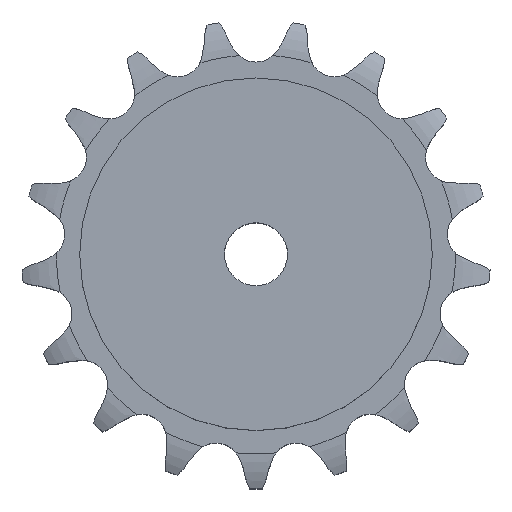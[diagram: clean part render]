
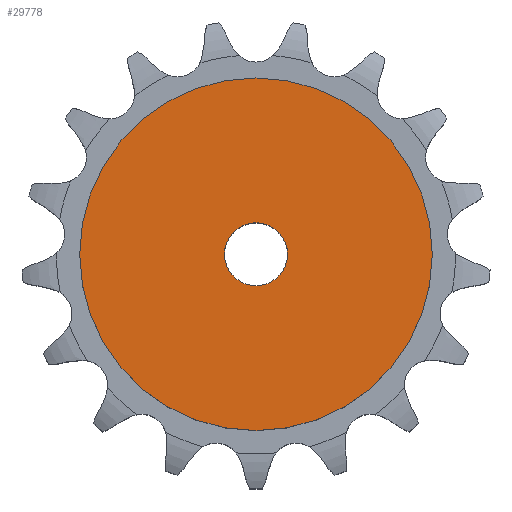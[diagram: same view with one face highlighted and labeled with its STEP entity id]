
A CAD part, top view. The second image highlights one B-rep face of the part: STEP entity #29778.
In plain terms, the highlighted planar face has unit normal (0, 0, 1).
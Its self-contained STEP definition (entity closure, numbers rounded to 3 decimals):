
#16006 = CYLINDRICAL_SURFACE('',#16007,10.);
#16007 = AXIS2_PLACEMENT_3D('',#16008,#16009,#16010);
#16008 = CARTESIAN_POINT('',(0.,0.,245.143));
#16009 = DIRECTION('',(0.,0.,1.));
#16010 = DIRECTION('',(1.,0.,0.));
#20375 = EDGE_CURVE('',#20376,#20376,#20378,.T.);
#20376 = VERTEX_POINT('',#20377);
#20377 = CARTESIAN_POINT('',(10.,0.,70.));
#20378 = SURFACE_CURVE('',#20379,(#20384,#20391),.PCURVE_S1.);
#20379 = CIRCLE('',#20380,10.);
#20380 = AXIS2_PLACEMENT_3D('',#20381,#20382,#20383);
#20381 = CARTESIAN_POINT('',(0.,0.,70.));
#20382 = DIRECTION('',(0.,0.,1.));
#20383 = DIRECTION('',(1.,0.,0.));
#20384 = PCURVE('',#16006,#20385);
#20385 = DEFINITIONAL_REPRESENTATION('',(#20386),#20390);
#20386 = LINE('',#20387,#20388);
#20387 = CARTESIAN_POINT('',(0.,-175.143));
#20388 = VECTOR('',#20389,1.);
#20389 = DIRECTION('',(1.,0.));
#20390 = ( GEOMETRIC_REPRESENTATION_CONTEXT(2) 
PARAMETRIC_REPRESENTATION_CONTEXT() REPRESENTATION_CONTEXT('2D SPACE',''
  ) );
#20391 = PCURVE('',#20392,#20397);
#20392 = PLANE('',#20393);
#20393 = AXIS2_PLACEMENT_3D('',#20394,#20395,#20396);
#20394 = CARTESIAN_POINT('',(0.,0.,70.));
#20395 = DIRECTION('',(0.,0.,1.));
#20396 = DIRECTION('',(1.,0.,0.));
#20397 = DEFINITIONAL_REPRESENTATION('',(#20398),#20402);
#20398 = CIRCLE('',#20399,10.);
#20399 = AXIS2_PLACEMENT_2D('',#20400,#20401);
#20400 = CARTESIAN_POINT('',(0.,0.));
#20401 = DIRECTION('',(1.,0.));
#20402 = ( GEOMETRIC_REPRESENTATION_CONTEXT(2) 
PARAMETRIC_REPRESENTATION_CONTEXT() REPRESENTATION_CONTEXT('2D SPACE',''
  ) );
#29778 = ADVANCED_FACE('',(#29779,#29810),#20392,.T.);
#29779 = FACE_BOUND('',#29780,.T.);
#29780 = EDGE_LOOP('',(#29781));
#29781 = ORIENTED_EDGE('',*,*,#29782,.T.);
#29782 = EDGE_CURVE('',#29783,#29783,#29785,.T.);
#29783 = VERTEX_POINT('',#29784);
#29784 = CARTESIAN_POINT('',(56.,0.,70.));
#29785 = SURFACE_CURVE('',#29786,(#29791,#29798),.PCURVE_S1.);
#29786 = CIRCLE('',#29787,56.);
#29787 = AXIS2_PLACEMENT_3D('',#29788,#29789,#29790);
#29788 = CARTESIAN_POINT('',(0.,0.,70.));
#29789 = DIRECTION('',(0.,0.,1.));
#29790 = DIRECTION('',(1.,0.,0.));
#29791 = PCURVE('',#20392,#29792);
#29792 = DEFINITIONAL_REPRESENTATION('',(#29793),#29797);
#29793 = CIRCLE('',#29794,56.);
#29794 = AXIS2_PLACEMENT_2D('',#29795,#29796);
#29795 = CARTESIAN_POINT('',(0.,0.));
#29796 = DIRECTION('',(1.,0.));
#29797 = ( GEOMETRIC_REPRESENTATION_CONTEXT(2) 
PARAMETRIC_REPRESENTATION_CONTEXT() REPRESENTATION_CONTEXT('2D SPACE',''
  ) );
#29798 = PCURVE('',#29799,#29804);
#29799 = CYLINDRICAL_SURFACE('',#29800,56.);
#29800 = AXIS2_PLACEMENT_3D('',#29801,#29802,#29803);
#29801 = CARTESIAN_POINT('',(0.,0.,0.));
#29802 = DIRECTION('',(-0.,-0.,-1.));
#29803 = DIRECTION('',(1.,0.,0.));
#29804 = DEFINITIONAL_REPRESENTATION('',(#29805),#29809);
#29805 = LINE('',#29806,#29807);
#29806 = CARTESIAN_POINT('',(-0.,-70.));
#29807 = VECTOR('',#29808,1.);
#29808 = DIRECTION('',(-1.,0.));
#29809 = ( GEOMETRIC_REPRESENTATION_CONTEXT(2) 
PARAMETRIC_REPRESENTATION_CONTEXT() REPRESENTATION_CONTEXT('2D SPACE',''
  ) );
#29810 = FACE_BOUND('',#29811,.T.);
#29811 = EDGE_LOOP('',(#29812));
#29812 = ORIENTED_EDGE('',*,*,#20375,.F.);
